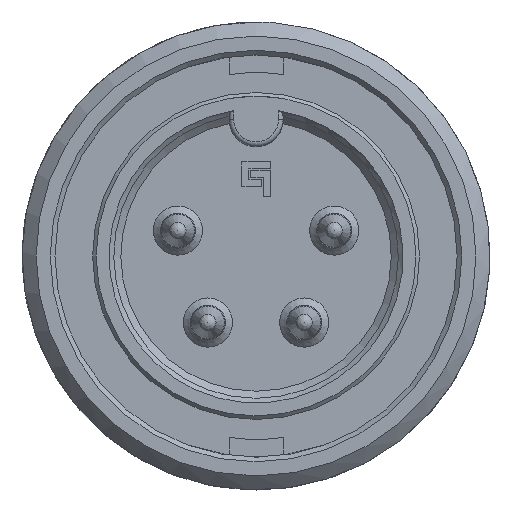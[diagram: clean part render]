
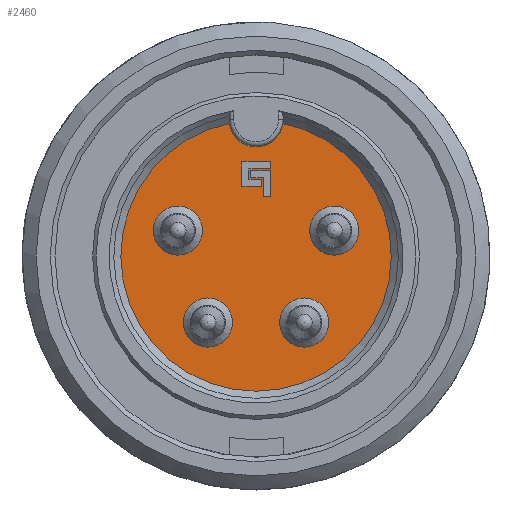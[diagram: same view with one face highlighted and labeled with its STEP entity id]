
A CAD part, left-side view. The second image highlights one B-rep face of the part: STEP entity #2460.
In plain terms, the highlighted planar face has unit normal (-1, 0, 0).
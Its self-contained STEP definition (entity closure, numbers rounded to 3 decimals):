
#1164=LINE('',#10909,#1779);
#1165=LINE('',#10912,#1780);
#1166=LINE('',#10914,#1781);
#1167=LINE('',#10916,#1782);
#1168=LINE('',#10918,#1783);
#1169=LINE('',#10920,#1784);
#1170=LINE('',#10922,#1785);
#1171=LINE('',#10924,#1786);
#1172=LINE('',#10937,#1787);
#1173=LINE('',#10940,#1788);
#1174=LINE('',#10942,#1789);
#1175=LINE('',#10944,#1790);
#1176=LINE('',#10946,#1791);
#1177=LINE('',#10948,#1792);
#1779=VECTOR('',#8208,1.);
#1780=VECTOR('',#8209,1.);
#1781=VECTOR('',#8210,1.);
#1782=VECTOR('',#8211,1.);
#1783=VECTOR('',#8212,1.);
#1784=VECTOR('',#8213,1.);
#1785=VECTOR('',#8214,1.);
#1786=VECTOR('',#8215,1.);
#1787=VECTOR('',#8228,1.);
#1788=VECTOR('',#8229,1.);
#1789=VECTOR('',#8230,1.);
#1790=VECTOR('',#8231,1.);
#1791=VECTOR('',#8232,1.);
#1792=VECTOR('',#8233,1.);
#2146=PLANE('',#6986);
#2460=ADVANCED_FACE('',(#2600,#2601,#2602,#2603,#2604,#2605,#2606),#2146,
 .F.);
#2600=FACE_BOUND('',#2940,.T.);
#2601=FACE_BOUND('',#2941,.T.);
#2602=FACE_BOUND('',#2942,.T.);
#2603=FACE_BOUND('',#2943,.T.);
#2604=FACE_BOUND('',#2944,.T.);
#2605=FACE_BOUND('',#2945,.T.);
#2606=FACE_BOUND('',#2946,.T.);
#2940=EDGE_LOOP('',(#4597,#4598,#4599,#4600,#4601,#4602,#4603,#4604));
#2941=EDGE_LOOP('',(#4605,#4606));
#2942=EDGE_LOOP('',(#4607));
#2943=EDGE_LOOP('',(#4608));
#2944=EDGE_LOOP('',(#4609));
#2945=EDGE_LOOP('',(#4610));
#2946=EDGE_LOOP('',(#4611,#4612,#4613,#4614,#4615,#4616));
#4597=ORIENTED_EDGE('',*,*,#6411,.T.);
#4598=ORIENTED_EDGE('',*,*,#6412,.T.);
#4599=ORIENTED_EDGE('',*,*,#6413,.T.);
#4600=ORIENTED_EDGE('',*,*,#6414,.T.);
#4601=ORIENTED_EDGE('',*,*,#6415,.T.);
#4602=ORIENTED_EDGE('',*,*,#6416,.T.);
#4603=ORIENTED_EDGE('',*,*,#6417,.T.);
#4604=ORIENTED_EDGE('',*,*,#6418,.T.);
#4605=ORIENTED_EDGE('',*,*,#6419,.T.);
#4606=ORIENTED_EDGE('',*,*,#6420,.T.);
#4607=ORIENTED_EDGE('',*,*,#6421,.F.);
#4608=ORIENTED_EDGE('',*,*,#6422,.F.);
#4609=ORIENTED_EDGE('',*,*,#6423,.T.);
#4610=ORIENTED_EDGE('',*,*,#6424,.T.);
#4611=ORIENTED_EDGE('',*,*,#6425,.F.);
#4612=ORIENTED_EDGE('',*,*,#6426,.F.);
#4613=ORIENTED_EDGE('',*,*,#6427,.F.);
#4614=ORIENTED_EDGE('',*,*,#6428,.F.);
#4615=ORIENTED_EDGE('',*,*,#6429,.F.);
#4616=ORIENTED_EDGE('',*,*,#6430,.F.);
#5512=VERTEX_POINT('',#10910);
#5513=VERTEX_POINT('',#10911);
#5514=VERTEX_POINT('',#10913);
#5515=VERTEX_POINT('',#10915);
#5516=VERTEX_POINT('',#10917);
#5517=VERTEX_POINT('',#10919);
#5518=VERTEX_POINT('',#10921);
#5519=VERTEX_POINT('',#10923);
#5520=VERTEX_POINT('',#10926);
#5521=VERTEX_POINT('',#10927);
#5522=VERTEX_POINT('',#10930);
#5523=VERTEX_POINT('',#10932);
#5524=VERTEX_POINT('',#10934);
#5525=VERTEX_POINT('',#10936);
#5526=VERTEX_POINT('',#10938);
#5527=VERTEX_POINT('',#10939);
#5528=VERTEX_POINT('',#10941);
#5529=VERTEX_POINT('',#10943);
#5530=VERTEX_POINT('',#10945);
#5531=VERTEX_POINT('',#10947);
#6411=EDGE_CURVE('',#5512,#5513,#1164,.T.);
#6412=EDGE_CURVE('',#5513,#5514,#1165,.T.);
#6413=EDGE_CURVE('',#5514,#5515,#1166,.T.);
#6414=EDGE_CURVE('',#5515,#5516,#1167,.T.);
#6415=EDGE_CURVE('',#5516,#5517,#1168,.T.);
#6416=EDGE_CURVE('',#5517,#5518,#1169,.T.);
#6417=EDGE_CURVE('',#5518,#5519,#1170,.T.);
#6418=EDGE_CURVE('',#5519,#5512,#1171,.T.);
#6419=EDGE_CURVE('',#5520,#5521,#6631,.T.);
#6420=EDGE_CURVE('',#5521,#5520,#6632,.T.);
#6421=EDGE_CURVE('',#5522,#5522,#6633,.T.);
#6422=EDGE_CURVE('',#5523,#5523,#6634,.T.);
#6423=EDGE_CURVE('',#5524,#5524,#6635,.T.);
#6424=EDGE_CURVE('',#5525,#5525,#6636,.T.);
#6425=EDGE_CURVE('',#5526,#5527,#1172,.T.);
#6426=EDGE_CURVE('',#5528,#5526,#1173,.T.);
#6427=EDGE_CURVE('',#5529,#5528,#1174,.T.);
#6428=EDGE_CURVE('',#5530,#5529,#1175,.T.);
#6429=EDGE_CURVE('',#5531,#5530,#1176,.T.);
#6430=EDGE_CURVE('',#5527,#5531,#1177,.T.);
#6631=CIRCLE('',#6980,1.15);
#6632=CIRCLE('',#6981,5.75);
#6633=CIRCLE('',#6982,1.045);
#6634=CIRCLE('',#6983,1.045);
#6635=CIRCLE('',#6984,1.045);
#6636=CIRCLE('',#6985,1.045);
#6980=AXIS2_PLACEMENT_3D('',#10925,#8216,#8217);
#6981=AXIS2_PLACEMENT_3D('',#10928,#8218,#8219);
#6982=AXIS2_PLACEMENT_3D('',#10929,#8220,#8221);
#6983=AXIS2_PLACEMENT_3D('',#10931,#8222,#8223);
#6984=AXIS2_PLACEMENT_3D('',#10933,#8224,#8225);
#6985=AXIS2_PLACEMENT_3D('',#10935,#8226,#8227);
#6986=AXIS2_PLACEMENT_3D('',#10949,#8234,#8235);
#8208=DIRECTION('',(0.,0.,-1.));
#8209=DIRECTION('',(0.,-1.,0.));
#8210=DIRECTION('',(0.,0.,-1.));
#8211=DIRECTION('',(0.,1.,0.));
#8212=DIRECTION('',(0.,0.,1.));
#8213=DIRECTION('',(0.,-1.,0.));
#8214=DIRECTION('',(0.,0.,-1.));
#8215=DIRECTION('',(0.,1.,0.));
#8216=DIRECTION('',(1.,0.,0.));
#8217=DIRECTION('',(0.,-1.,0.));
#8218=DIRECTION('',(-1.,0.,0.));
#8219=DIRECTION('',(0.,0.,-1.));
#8220=DIRECTION('',(-1.,0.,0.));
#8221=DIRECTION('',(0.,0.,1.));
#8222=DIRECTION('',(-1.,0.,0.));
#8223=DIRECTION('',(0.,0.,1.));
#8224=DIRECTION('',(1.,0.,0.));
#8225=DIRECTION('',(0.,0.,1.));
#8226=DIRECTION('',(1.,0.,0.));
#8227=DIRECTION('',(0.,0.,1.));
#8228=DIRECTION('',(0.,0.,-1.));
#8229=DIRECTION('',(0.,-1.,0.));
#8230=DIRECTION('',(0.,0.,-1.));
#8231=DIRECTION('',(0.,1.,0.));
#8232=DIRECTION('',(0.,0.,1.));
#8233=DIRECTION('',(0.,-1.,0.));
#8234=DIRECTION('',(1.,0.,0.));
#8235=DIRECTION('',(0.,0.,1.));
#10909=CARTESIAN_POINT('',(8.7,0.305,3.7));
#10910=CARTESIAN_POINT('',(8.7,0.305,3.7));
#10911=CARTESIAN_POINT('',(8.7,0.305,3.26));
#10912=CARTESIAN_POINT('',(8.7,0.305,3.26));
#10913=CARTESIAN_POINT('',(8.7,-0.245,3.26));
#10914=CARTESIAN_POINT('',(8.7,-0.245,3.26));
#10915=CARTESIAN_POINT('',(8.7,-0.245,2.96));
#10916=CARTESIAN_POINT('',(8.7,-0.245,2.96));
#10917=CARTESIAN_POINT('',(8.7,0.605,2.96));
#10918=CARTESIAN_POINT('',(8.7,0.605,2.96));
#10919=CARTESIAN_POINT('',(8.7,0.605,4.));
#10920=CARTESIAN_POINT('',(8.7,0.605,4.));
#10921=CARTESIAN_POINT('',(8.7,-0.625,4.));
#10922=CARTESIAN_POINT('',(8.7,-0.625,4.));
#10923=CARTESIAN_POINT('',(8.7,-0.625,3.7));
#10924=CARTESIAN_POINT('',(8.7,-0.625,3.7));
#10925=CARTESIAN_POINT('',(8.7,0.,5.8));
#10926=CARTESIAN_POINT('',(8.7,-1.138,5.636));
#10927=CARTESIAN_POINT('',(8.7,1.138,5.636));
#10928=CARTESIAN_POINT('',(8.7,0.,0.));
#10929=CARTESIAN_POINT('',(8.7,3.325,1.08));
#10930=CARTESIAN_POINT('',(8.7,3.325,2.125));
#10931=CARTESIAN_POINT('',(8.7,2.05,-2.83));
#10932=CARTESIAN_POINT('',(8.7,2.05,-1.785));
#10933=CARTESIAN_POINT('',(8.7,-3.325,1.08));
#10934=CARTESIAN_POINT('',(8.7,-3.325,2.125));
#10935=CARTESIAN_POINT('',(8.7,-2.05,-2.83));
#10936=CARTESIAN_POINT('',(8.7,-2.05,-1.785));
#10937=CARTESIAN_POINT('',(8.7,-0.315,3.33));
#10938=CARTESIAN_POINT('',(8.7,-0.315,3.33));
#10939=CARTESIAN_POINT('',(8.7,-0.315,2.51));
#10940=CARTESIAN_POINT('',(8.7,0.235,3.33));
#10941=CARTESIAN_POINT('',(8.7,0.235,3.33));
#10942=CARTESIAN_POINT('',(8.7,0.235,3.63));
#10943=CARTESIAN_POINT('',(8.7,0.235,3.63));
#10944=CARTESIAN_POINT('',(8.7,-0.615,3.63));
#10945=CARTESIAN_POINT('',(8.7,-0.615,3.63));
#10946=CARTESIAN_POINT('',(8.7,-0.615,2.51));
#10947=CARTESIAN_POINT('',(8.7,-0.615,2.51));
#10948=CARTESIAN_POINT('',(8.7,-0.315,2.51));
#10949=CARTESIAN_POINT('',(8.7,0.,0.));
